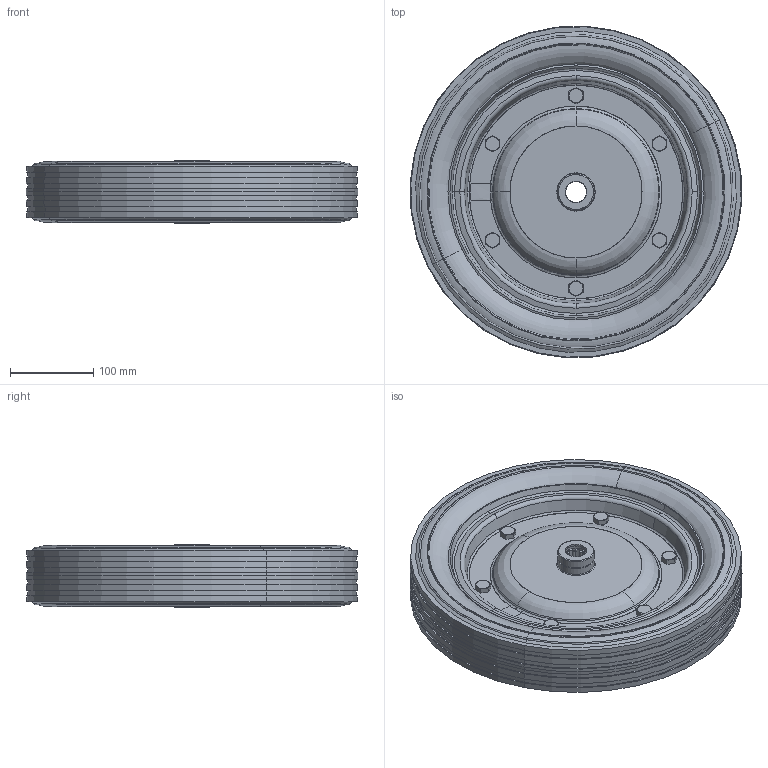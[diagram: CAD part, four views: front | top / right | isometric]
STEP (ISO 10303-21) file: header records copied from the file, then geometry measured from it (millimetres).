
FILE_DESCRIPTION (( 'STEP AP214' ), '1' );
FILE_NAME ('0013330WIC.step', '2023-02-28T11:03:11', ( '' ), ( '' ), 'SwSTEP 2.0', 'SolidWorks 2020', '' );
FILE_SCHEMA (( 'AUTOMOTIVE_DESIGN' ));
Length unit declared in the file: millimetre
Products named in the file (1): 0013330WIC
Bounding box: 399.36 x 399.36 x 75 mm (x, y, z)
Surface area: 474330 mm2 (no closed solid volume)
Topology: 0 solids, 308 shells, 387 faces, 1722 edges, 1652 vertices
Faces by surface type: plane 147, cone 104, cylinder 68, torus 66, bspline 2
Entity records: 40579 total; most frequent: CARTESIAN_POINT 23372, DIRECTION 2474, ORIENTED_EDGE 1862, EDGE_CURVE 1722, VERTEX_POINT 1652, AXIS2_PLACEMENT_3D 916, LINE 642, VECTOR 642
